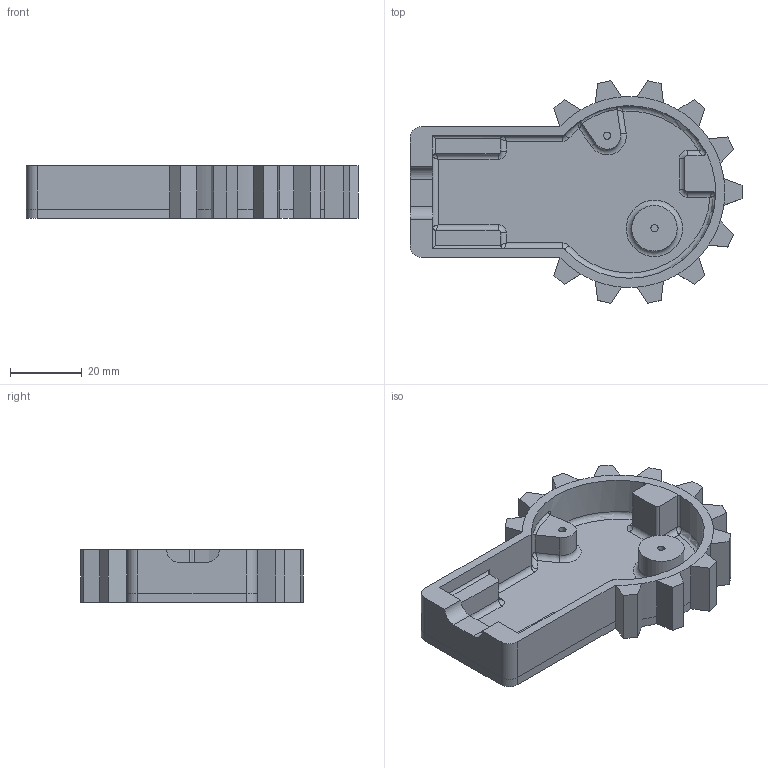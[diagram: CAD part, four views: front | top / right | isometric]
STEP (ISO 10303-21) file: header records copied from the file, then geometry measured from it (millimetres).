
FILE_DESCRIPTION(('FreeCAD Model'),'2;1');
FILE_NAME('Open CASCADE Shape Model','2023-04-20T21:09:32',(''),(''), 'Open CASCADE STEP processor 7.6','FreeCAD','Unknown');
FILE_SCHEMA(('AUTOMOTIVE_DESIGN { 1 0 10303 214 1 1 1 1 }'));
Length unit declared in the file: millimetre
Products named in the file (1): Body
Bounding box: 92.81 x 62.24 x 14.73 mm (x, y, z)
Volume: 26247.1 mm3; surface area: 15601 mm2
Topology: 1 solids, 1 shells, 171 faces, 410 edges, 236 vertices
Faces by surface type: plane 84, cylinder 66, torus 12, bspline 9
Full cylindrical faces by diameter (mm): 2.032 x2, 12.7 x1
Entity records: 11269 total; most frequent: CARTESIAN_POINT 3150, DIRECTION 1542, LINE 882, VECTOR 882, ORIENTED_EDGE 804, PCURVE 804, DEFINITIONAL_REPRESENTATION 804, EDGE_CURVE 402
